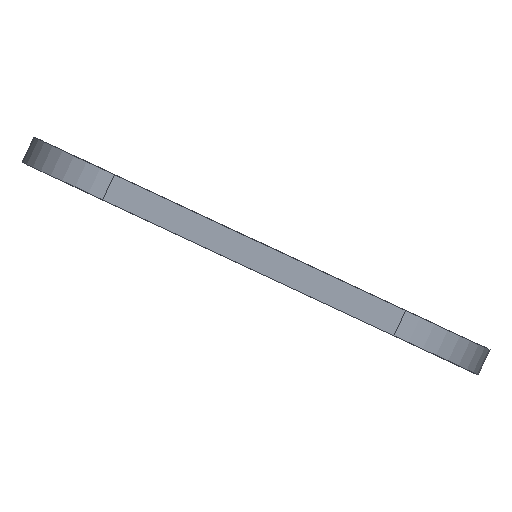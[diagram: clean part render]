
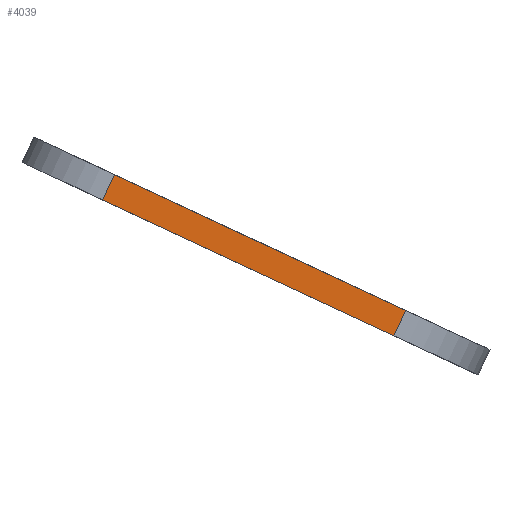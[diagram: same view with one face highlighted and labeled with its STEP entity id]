
A CAD part, left-side view. The second image highlights one B-rep face of the part: STEP entity #4039.
In plain terms, the highlighted planar face has unit normal (-1, 0, 0).
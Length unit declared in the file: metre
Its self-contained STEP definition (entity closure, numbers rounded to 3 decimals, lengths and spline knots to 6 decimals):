
#574=ORIENTED_EDGE('',*,*,#1806,.T.);
#575=ORIENTED_EDGE('',*,*,#1807,.T.);
#576=ORIENTED_EDGE('',*,*,#1808,.F.);
#577=ORIENTED_EDGE('',*,*,#1809,.F.);
#1806=EDGE_CURVE('',#2422,#2423,#2747,.T.);
#1807=EDGE_CURVE('',#2423,#2424,#2748,.T.);
#1808=EDGE_CURVE('',#2425,#2424,#2749,.T.);
#1809=EDGE_CURVE('',#2422,#2425,#2750,.T.);
#2422=VERTEX_POINT('',#6034);
#2423=VERTEX_POINT('',#6035);
#2424=VERTEX_POINT('',#6037);
#2425=VERTEX_POINT('',#6039);
#2747=LINE('',#6033,#3107);
#2748=LINE('',#6036,#3108);
#2749=LINE('',#6038,#3109);
#2750=LINE('',#6040,#3110);
#3107=VECTOR('',#4784,1.);
#3108=VECTOR('',#4785,1.);
#3109=VECTOR('',#4786,1.);
#3110=VECTOR('',#4787,1.);
#3404=EDGE_LOOP('',(#574,#575,#576,#577));
#3682=FACE_BOUND('',#3404,.T.);
#3938=PLANE('',#4327);
#4039=ADVANCED_FACE('',(#3682),#3938,.F.);
#4327=AXIS2_PLACEMENT_3D('',#6032,#4782,#4783);
#4782=DIRECTION('',(1.,0.,0.));
#4783=DIRECTION('',(0.,0.,-1.));
#4784=DIRECTION('',(0.,-0.423,0.906));
#4785=DIRECTION('',(0.,0.906,0.423));
#4786=DIRECTION('',(0.,-0.423,0.906));
#4787=DIRECTION('',(0.,0.906,0.423));
#6032=CARTESIAN_POINT('',(-0.047,-0.008943,0.063351));
#6033=CARTESIAN_POINT('',(-0.047,-0.036132,0.050672));
#6034=CARTESIAN_POINT('',(-0.047,-0.036048,0.050491));
#6035=CARTESIAN_POINT('',(-0.047,-0.038245,0.055204));
#6036=CARTESIAN_POINT('',(-0.047,-0.038245,0.055204));
#6037=CARTESIAN_POINT('',(-0.047,0.016135,0.080562));
#6038=CARTESIAN_POINT('',(-0.047,0.018333,0.075849));
#6039=CARTESIAN_POINT('',(-0.047,0.018333,0.075849));
#6040=CARTESIAN_POINT('',(-0.047,-0.009185,0.063017));
